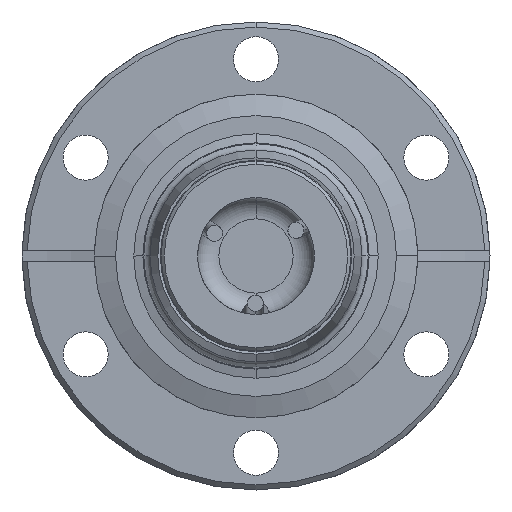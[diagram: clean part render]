
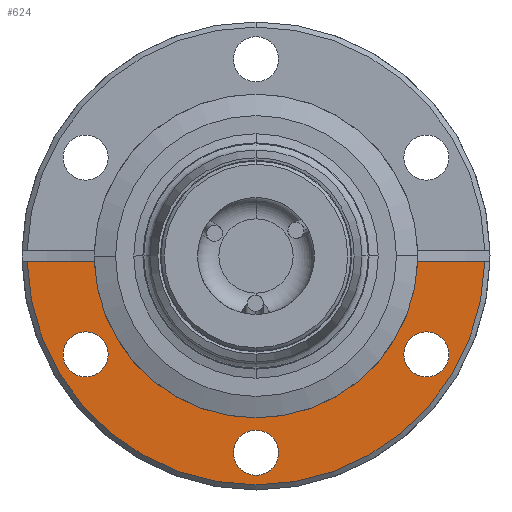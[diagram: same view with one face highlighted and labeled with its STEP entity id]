
A CAD part, front view. The second image highlights one B-rep face of the part: STEP entity #624.
In plain terms, the highlighted planar face has unit normal (0, -1, 0).
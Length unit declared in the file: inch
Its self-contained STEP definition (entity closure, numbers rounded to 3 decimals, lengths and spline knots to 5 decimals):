
#624 = ADVANCED_FACE ( 'NONE', ( #9174, #9166, #9170, #9172 ), #2933, .T. ) ;
#797 = VERTEX_POINT ( 'NONE', #2616 ) ;
#807 = VERTEX_POINT ( 'NONE', #2606 ) ;
#820 = VERTEX_POINT ( 'NONE', #2593 ) ;
#826 = VERTEX_POINT ( 'NONE', #2587 ) ;
#827 = VERTEX_POINT ( 'NONE', #2586 ) ;
#842 = VERTEX_POINT ( 'NONE', #2571 ) ;
#2571 = CARTESIAN_POINT ( 'NONE',  ( -1.00113, 0.65226, -0.7105 ) ) ;
#2586 = CARTESIAN_POINT ( 'NONE',  ( 1.00113, 0.65226, -0.4455 ) ) ;
#2587 = CARTESIAN_POINT ( 'NONE',  ( 1.00113, 0.65226, -0.7105 ) ) ;
#2593 = CARTESIAN_POINT ( 'NONE',  ( -1.00113, 0.65226, -0.4455 ) ) ;
#2606 = CARTESIAN_POINT ( 'NONE',  ( 0., 0.65226, -0.951 ) ) ;
#2616 = CARTESIAN_POINT ( 'NONE',  ( -0.95049, 0.65226, -0.031 ) ) ;
#2932 = DIRECTION ( 'NONE',  ( 0., 0., -1. ) ) ;
#2933 = PLANE ( 'NONE',  #6246 ) ;
#2952 = CARTESIAN_POINT ( 'NONE',  ( 1.345, 0.65226, 0. ) ) ;
#2976 = DIRECTION ( 'NONE',  ( 0., -1., 0. ) ) ;
#3849 = AXIS2_PLACEMENT_3D ( 'NONE', #5503, #5504, #5505 ) ;
#3857 = AXIS2_PLACEMENT_3D ( 'NONE', #5549, #5550, #5551 ) ;
#3865 = AXIS2_PLACEMENT_3D ( 'NONE', #5589, #5590, #5591 ) ;
#3867 = AXIS2_PLACEMENT_3D ( 'NONE', #5599, #5600, #5601 ) ;
#4114 = CIRCLE ( 'NONE', #3865, 0.1325 ) ;
#4122 = CIRCLE ( 'NONE', #3867, 0.1325 ) ;
#4375 = CIRCLE ( 'NONE', #5314, 0.1325 ) ;
#4376 = CIRCLE ( 'NONE', #5315, 0.1325 ) ;
#4380 = CIRCLE ( 'NONE', #5319, 0.1325 ) ;
#4386 = LINE ( 'NONE', #6635, #4388 ) ;
#4387 = CIRCLE ( 'NONE', #5321, 0.951 ) ;
#4388 = VECTOR ( 'NONE', #6636, 39.37008 ) ;
#4389 = LINE ( 'NONE', #6629, #4391 ) ;
#4390 = CIRCLE ( 'NONE', #5322, 1.345 ) ;
#4391 = VECTOR ( 'NONE', #6631, 39.37008 ) ;
#5314 = AXIS2_PLACEMENT_3D ( 'NONE', #6604, #6605, #6606 ) ;
#5315 = AXIS2_PLACEMENT_3D ( 'NONE', #6607, #6608, #6609 ) ;
#5319 = AXIS2_PLACEMENT_3D ( 'NONE', #6621, #6622, #6623 ) ;
#5321 = AXIS2_PLACEMENT_3D ( 'NONE', #6639, #6640, #6641 ) ;
#5322 = AXIS2_PLACEMENT_3D ( 'NONE', #6644, #6645, #6646 ) ;
#5503 = CARTESIAN_POINT ( 'NONE',  ( 0., 0.65226, 0. ) ) ;
#5504 = DIRECTION ( 'NONE',  ( 0., 1., 0. ) ) ;
#5505 = DIRECTION ( 'NONE',  ( 0., 0., -1. ) ) ;
#5549 = CARTESIAN_POINT ( 'NONE',  ( 1.00113, 0.65226, -0.578 ) ) ;
#5550 = DIRECTION ( 'NONE',  ( 0., 1., 0. ) ) ;
#5551 = DIRECTION ( 'NONE',  ( 0., 0., -1. ) ) ;
#5589 = CARTESIAN_POINT ( 'NONE',  ( -1.00113, 0.65226, -0.578 ) ) ;
#5590 = DIRECTION ( 'NONE',  ( 0., 1., 0. ) ) ;
#5591 = DIRECTION ( 'NONE',  ( 0., 0., -1. ) ) ;
#5599 = CARTESIAN_POINT ( 'NONE',  ( 0., 0.65226, -1.156 ) ) ;
#5600 = DIRECTION ( 'NONE',  ( 0., 1., 0. ) ) ;
#5601 = DIRECTION ( 'NONE',  ( 0., 0., -1. ) ) ;
#6246 = AXIS2_PLACEMENT_3D ( 'NONE', #2952, #2976, #2932 ) ;
#6604 = CARTESIAN_POINT ( 'NONE',  ( 0., 0.65226, -1.156 ) ) ;
#6605 = DIRECTION ( 'NONE',  ( 0., 1., 0. ) ) ;
#6606 = DIRECTION ( 'NONE',  ( 0., 0., -1. ) ) ;
#6607 = CARTESIAN_POINT ( 'NONE',  ( -1.00113, 0.65226, -0.578 ) ) ;
#6608 = DIRECTION ( 'NONE',  ( 0., 1., 0. ) ) ;
#6609 = DIRECTION ( 'NONE',  ( 0., 0., -1. ) ) ;
#6621 = CARTESIAN_POINT ( 'NONE',  ( 1.00113, 0.65226, -0.578 ) ) ;
#6622 = DIRECTION ( 'NONE',  ( 0., 1., 0. ) ) ;
#6623 = DIRECTION ( 'NONE',  ( 0., 0., -1. ) ) ;
#6629 = CARTESIAN_POINT ( 'NONE',  ( 1.345, 0.65226, -0.031 ) ) ;
#6631 = DIRECTION ( 'NONE',  ( -1., 0., 0. ) ) ;
#6635 = CARTESIAN_POINT ( 'NONE',  ( 1.345, 0.65226, -0.031 ) ) ;
#6636 = DIRECTION ( 'NONE',  ( -1., 0., 0. ) ) ;
#6639 = CARTESIAN_POINT ( 'NONE',  ( 0., 0.65226, 0. ) ) ;
#6640 = DIRECTION ( 'NONE',  ( 0., 1., 0. ) ) ;
#6641 = DIRECTION ( 'NONE',  ( 0., 0., -1. ) ) ;
#6644 = CARTESIAN_POINT ( 'NONE',  ( 0., 0.65226, 0. ) ) ;
#6645 = DIRECTION ( 'NONE',  ( 0., -1., 0. ) ) ;
#6646 = DIRECTION ( 'NONE',  ( 0., 0., 1. ) ) ;
#6974 = EDGE_CURVE ( 'NONE', #807, #797, #7331, .T. ) ;
#6991 = EDGE_CURVE ( 'NONE', #826, #827, #7353, .T. ) ;
#7007 = EDGE_CURVE ( 'NONE', #842, #820, #4114, .T. ) ;
#7011 = EDGE_CURVE ( 'NONE', #9927, #9930, #4122, .T. ) ;
#7331 = CIRCLE ( 'NONE', #3849, 0.951 ) ;
#7353 = CIRCLE ( 'NONE', #3857, 0.1325 ) ;
#7817 = EDGE_CURVE ( 'NONE', #9930, #9927, #4375, .T. ) ;
#7818 = EDGE_CURVE ( 'NONE', #820, #842, #4376, .T. ) ;
#7822 = EDGE_CURVE ( 'NONE', #827, #826, #4380, .T. ) ;
#7827 = EDGE_CURVE ( 'NONE', #9423, #9425, #4386, .T. ) ;
#7828 = EDGE_CURVE ( 'NONE', #9425, #807, #4387, .T. ) ;
#7829 = EDGE_CURVE ( 'NONE', #797, #9417, #4389, .T. ) ;
#7830 = EDGE_CURVE ( 'NONE', #9417, #9423, #4390, .T. ) ;
#8048 = CARTESIAN_POINT ( 'NONE',  ( 0.95049, 0.65226, -0.031 ) ) ;
#8053 = CARTESIAN_POINT ( 'NONE',  ( -1.34464, 0.65226, -0.031 ) ) ;
#8063 = CARTESIAN_POINT ( 'NONE',  ( 1.34464, 0.65226, -0.031 ) ) ;
#8069 = CARTESIAN_POINT ( 'NONE',  ( 0., 0.65226, -1.2885 ) ) ;
#8073 = CARTESIAN_POINT ( 'NONE',  ( 0., 0.65226, -1.0235 ) ) ;
#9166 = FACE_BOUND ( 'NONE', #9751, .T. ) ;
#9170 = FACE_BOUND ( 'NONE', #9761, .T. ) ;
#9172 = FACE_BOUND ( 'NONE', #9747, .T. ) ;
#9174 = FACE_OUTER_BOUND ( 'NONE', #9748, .T. ) ;
#9417 = VERTEX_POINT ( 'NONE', #8053 ) ;
#9423 = VERTEX_POINT ( 'NONE', #8063 ) ;
#9425 = VERTEX_POINT ( 'NONE', #8048 ) ;
#9747 = EDGE_LOOP ( 'NONE', ( #10416, #10417 ) ) ;
#9748 = EDGE_LOOP ( 'NONE', ( #10407, #10408, #10409, #10410, #10411 ) ) ;
#9751 = EDGE_LOOP ( 'NONE', ( #10412, #10413 ) ) ;
#9761 = EDGE_LOOP ( 'NONE', ( #10414, #10415 ) ) ;
#9927 = VERTEX_POINT ( 'NONE', #8069 ) ;
#9930 = VERTEX_POINT ( 'NONE', #8073 ) ;
#10407 = ORIENTED_EDGE ( 'NONE', *, *, #7827, .T. ) ;
#10408 = ORIENTED_EDGE ( 'NONE', *, *, #7828, .T. ) ;
#10409 = ORIENTED_EDGE ( 'NONE', *, *, #6974, .T. ) ;
#10410 = ORIENTED_EDGE ( 'NONE', *, *, #7829, .T. ) ;
#10411 = ORIENTED_EDGE ( 'NONE', *, *, #7830, .T. ) ;
#10412 = ORIENTED_EDGE ( 'NONE', *, *, #7011, .T. ) ;
#10413 = ORIENTED_EDGE ( 'NONE', *, *, #7817, .T. ) ;
#10414 = ORIENTED_EDGE ( 'NONE', *, *, #7007, .T. ) ;
#10415 = ORIENTED_EDGE ( 'NONE', *, *, #7818, .T. ) ;
#10416 = ORIENTED_EDGE ( 'NONE', *, *, #6991, .T. ) ;
#10417 = ORIENTED_EDGE ( 'NONE', *, *, #7822, .T. ) ;
